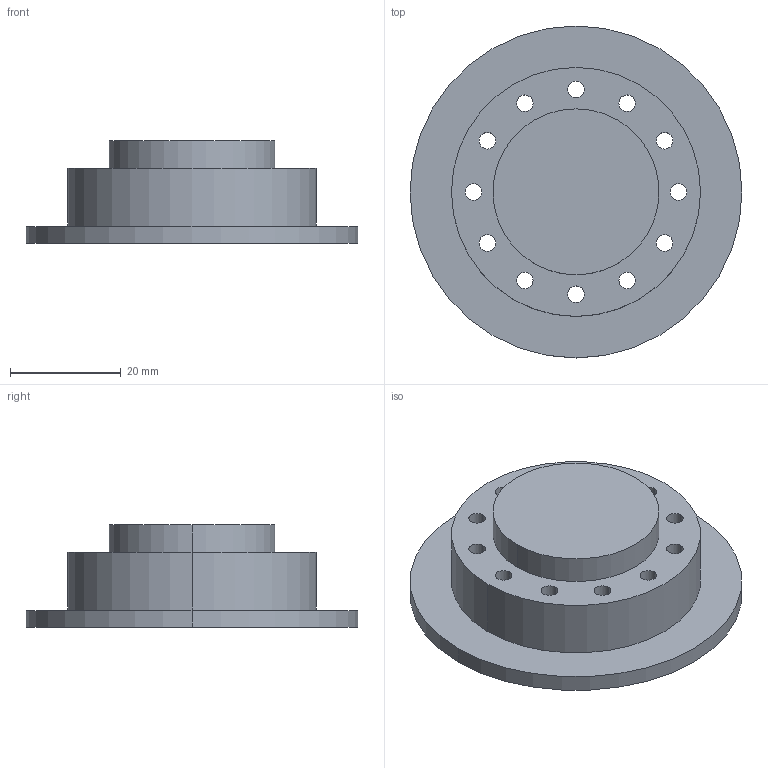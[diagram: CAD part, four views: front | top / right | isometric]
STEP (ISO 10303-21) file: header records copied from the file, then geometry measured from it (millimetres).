
FILE_DESCRIPTION (( 'STEP AP214' ), '1' );
FILE_NAME ('ｺﾘｽﾚﾊ莎盥', '2024-10-09T10:25:22', ( '' ), ( '' ), 'SwSTEP 2.0', 'SolidWorks 2024', '' );
FILE_SCHEMA (( 'AUTOMOTIVE_DESIGN' ));
Length unit declared in the file: millimetre
Products named in the file (1): 厚关节输出轴防脱
Bounding box: 60 x 60 x 18.5 mm (x, y, z)
Volume: 26703.1 mm3; surface area: 10790.3 mm2
Topology: 2 solids, 2 shells, 121 faces, 312 edges, 208 vertices
Faces by surface type: plane 89, cylinder 32
Entity records: 3754 total; most frequent: CARTESIAN_POINT 642, ORIENTED_EDGE 624, DIRECTION 620, EDGE_CURVE 312, VECTOR 248, LINE 248, VERTEX_POINT 208, AXIS2_PLACEMENT_3D 186
